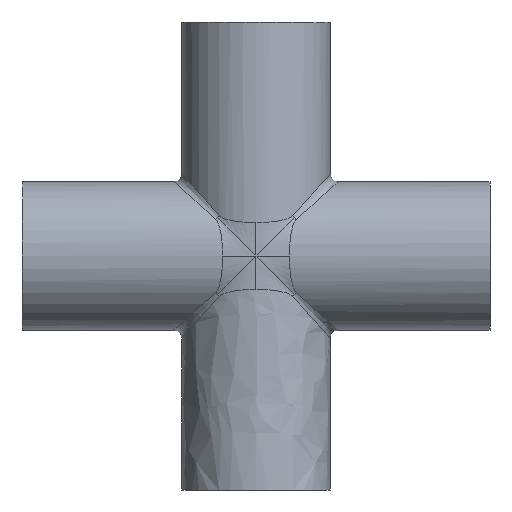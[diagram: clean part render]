
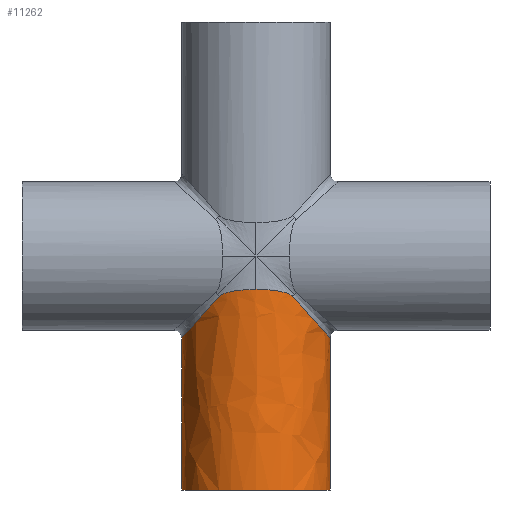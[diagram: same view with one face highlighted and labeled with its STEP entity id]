
A CAD part, front view. The second image highlights one B-rep face of the part: STEP entity #11262.
In plain terms, the highlighted free-form (B-spline) face has degree [1, 2] with [2, 9] control points.
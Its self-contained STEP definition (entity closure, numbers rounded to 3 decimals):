
#954=CARTESIAN_POINT('',(0.,-19.05,-8.577));
#955=VERTEX_POINT('',#954);
#973=CARTESIAN_POINT('',(9.376,-16.583,-10.36));
#974=VERTEX_POINT('',#973);
#975=CARTESIAN_POINT('',(0.,-19.05,-8.577));
#976=CARTESIAN_POINT('',(1.071,-19.05,-8.577));
#977=CARTESIAN_POINT('',(2.141,-18.957,-8.614));
#978=CARTESIAN_POINT('',(4.159,-18.618,-8.762));
#979=CARTESIAN_POINT('',(5.107,-18.374,-8.874));
#980=CARTESIAN_POINT('',(6.78,-17.825,-9.171));
#981=CARTESIAN_POINT('',(7.505,-17.521,-9.357));
#982=CARTESIAN_POINT('',(8.669,-16.976,-9.803));
#983=CARTESIAN_POINT('',(9.107,-16.735,-10.063));
#984=CARTESIAN_POINT('',(9.376,-16.583,-10.36));
#985=B_SPLINE_CURVE_WITH_KNOTS('',3,(#975,#976,#977,#978,#979,#980,#981,#982,#983,#984),.UNSPECIFIED.,.F.,.U.,(4,2,2,2,4),(0.5,0.625,0.75,0.875,1.0),.UNSPECIFIED.);
#986=EDGE_CURVE('',#955,#974,#985,.T.);
#1286=CARTESIAN_POINT('',(-9.376,-16.583,-10.36));
#1287=VERTEX_POINT('',#1286);
#1295=CARTESIAN_POINT('',(-9.376,-16.583,-10.36));
#1296=CARTESIAN_POINT('',(-9.107,-16.735,-10.063));
#1297=CARTESIAN_POINT('',(-8.669,-16.976,-9.803));
#1298=CARTESIAN_POINT('',(-7.505,-17.521,-9.357));
#1299=CARTESIAN_POINT('',(-6.78,-17.825,-9.171));
#1300=CARTESIAN_POINT('',(-5.107,-18.374,-8.874));
#1301=CARTESIAN_POINT('',(-4.159,-18.618,-8.762));
#1302=CARTESIAN_POINT('',(-2.141,-18.957,-8.614));
#1303=CARTESIAN_POINT('',(-1.071,-19.05,-8.577));
#1304=CARTESIAN_POINT('',(0.,-19.05,-8.577));
#1305=B_SPLINE_CURVE_WITH_KNOTS('',3,(#1295,#1296,#1297,#1298,#1299,#1300,#1301,#1302,#1303,#1304),.UNSPECIFIED.,.F.,.U.,(4,2,2,2,4),(0.0,0.125,0.25,0.375,0.5),.UNSPECIFIED.);
#1306=EDGE_CURVE('',#1287,#955,#1305,.T.);
#3675=CARTESIAN_POINT('',(0.,19.05,-8.577));
#3676=VERTEX_POINT('',#3675);
#3694=CARTESIAN_POINT('',(-9.376,16.583,-10.36));
#3695=VERTEX_POINT('',#3694);
#3696=CARTESIAN_POINT('',(0.,19.05,-8.577));
#3697=CARTESIAN_POINT('',(-1.071,19.05,-8.577));
#3698=CARTESIAN_POINT('',(-2.141,18.957,-8.614));
#3699=CARTESIAN_POINT('',(-4.159,18.618,-8.762));
#3700=CARTESIAN_POINT('',(-5.107,18.374,-8.874));
#3701=CARTESIAN_POINT('',(-6.78,17.825,-9.171));
#3702=CARTESIAN_POINT('',(-7.505,17.521,-9.357));
#3703=CARTESIAN_POINT('',(-8.669,16.976,-9.803));
#3704=CARTESIAN_POINT('',(-9.107,16.735,-10.063));
#3705=CARTESIAN_POINT('',(-9.376,16.583,-10.36));
#3706=B_SPLINE_CURVE_WITH_KNOTS('',3,(#3696,#3697,#3698,#3699,#3700,#3701,#3702,#3703,#3704,#3705),.UNSPECIFIED.,.F.,.U.,(4,2,2,2,4),(0.5,0.625,0.75,0.875,1.0),.UNSPECIFIED.);
#3707=EDGE_CURVE('',#3676,#3695,#3706,.T.);
#4007=CARTESIAN_POINT('',(9.376,16.583,-10.36));
#4008=VERTEX_POINT('',#4007);
#4016=CARTESIAN_POINT('',(9.376,16.583,-10.36));
#4017=CARTESIAN_POINT('',(9.107,16.735,-10.063));
#4018=CARTESIAN_POINT('',(8.669,16.976,-9.803));
#4019=CARTESIAN_POINT('',(7.505,17.521,-9.357));
#4020=CARTESIAN_POINT('',(6.78,17.825,-9.171));
#4021=CARTESIAN_POINT('',(5.107,18.374,-8.874));
#4022=CARTESIAN_POINT('',(4.159,18.618,-8.762));
#4023=CARTESIAN_POINT('',(2.141,18.957,-8.614));
#4024=CARTESIAN_POINT('',(1.071,19.05,-8.577));
#4025=CARTESIAN_POINT('',(0.,19.05,-8.577));
#4026=B_SPLINE_CURVE_WITH_KNOTS('',3,(#4016,#4017,#4018,#4019,#4020,#4021,#4022,#4023,#4024,#4025),.UNSPECIFIED.,.F.,.U.,(4,2,2,2,4),(0.0,0.125,0.25,0.375,0.5),.UNSPECIFIED.);
#4027=EDGE_CURVE('',#4008,#3676,#4026,.T.);
#10943=CARTESIAN_POINT('',(0.0,0.0,0.));
#10944=DIRECTION('',(-0.741,0.,0.671));
#10945=DIRECTION('',(-0.671,0.0,-0.741));
#10946=AXIS2_PLACEMENT_3D('',#10943,#10944,#10945);
#10947=ELLIPSE('',#10946,28.39,19.05);
#10948=EDGE_CURVE('',#3695,#1287,#10947,.T.);
#11075=CARTESIAN_POINT('',(0.0,0.0,0.));
#11076=DIRECTION('',(0.741,0.,0.671));
#11077=DIRECTION('',(0.671,0.0,-0.741));
#11078=AXIS2_PLACEMENT_3D('',#11075,#11076,#11077);
#11079=ELLIPSE('',#11078,28.39,19.05);
#11080=EDGE_CURVE('',#974,#4008,#11079,.T.);
#11217=CARTESIAN_POINT('',(19.05,0.,-60.0));
#11218=CARTESIAN_POINT('',(19.05,0.,-8.576));
#11219=CARTESIAN_POINT('',(19.05,-19.05,-60.0));
#11220=CARTESIAN_POINT('',(19.05,-19.05,-8.576));
#11221=CARTESIAN_POINT('',(0.,-19.05,-60.0));
#11222=CARTESIAN_POINT('',(0.,-19.05,-8.576));
#11223=CARTESIAN_POINT('',(-19.05,-19.05,-60.0));
#11224=CARTESIAN_POINT('',(-19.05,-19.05,-8.576));
#11225=CARTESIAN_POINT('',(-19.05,0.,-60.0));
#11226=CARTESIAN_POINT('',(-19.05,0.,-8.576));
#11227=CARTESIAN_POINT('',(-19.05,19.05,-60.0));
#11228=CARTESIAN_POINT('',(-19.05,19.05,-8.576));
#11229=CARTESIAN_POINT('',(0.,19.05,-60.0));
#11230=CARTESIAN_POINT('',(0.,19.05,-8.576));
#11231=CARTESIAN_POINT('',(19.05,19.05,-60.0));
#11232=CARTESIAN_POINT('',(19.05,19.05,-8.576));
#11233=CARTESIAN_POINT('',(19.05,0.,-60.0));
#11234=CARTESIAN_POINT('',(19.05,0.,-8.576));
#11242=(BOUNDED_SURFACE()B_SPLINE_SURFACE(1,2,((#11217,#11219,#11221,#11223,#11225,#11227,#11229,#11231,#11233),(#11218,#11220,#11222,#11224,#11226,#11228,#11230,#11232,#11234)),.UNSPECIFIED.,.F.,.T.,.U.)B_SPLINE_SURFACE_WITH_KNOTS((2,2),(3,2,2,2,3),(0.0,2.699),(0.0,29.924,59.847,89.771,119.695),.UNSPECIFIED.)GEOMETRIC_REPRESENTATION_ITEM()RATIONAL_B_SPLINE_SURFACE(((1.0,0.707,1.0,0.707,1.0,0.707,1.0,0.707,1.0),(1.0,0.707,1.0,0.707,1.0,0.707,1.0,0.707,1.0)))REPRESENTATION_ITEM('')SURFACE());
#11243=CARTESIAN_POINT('',(19.05,0.,-60.0));
#11244=VERTEX_POINT('',#11243);
#11245=CARTESIAN_POINT('',(0.0,0.0,-60.0));
#11246=DIRECTION('',(0.0,0.0,-1.0));
#11247=DIRECTION('',(-1.0,0.0,0.0));
#11248=AXIS2_PLACEMENT_3D('',#11245,#11246,#11247);
#11249=CIRCLE('',#11248,19.05);
#11250=EDGE_CURVE('',#11244,#11244,#11249,.T.);
#11251=ORIENTED_EDGE('',*,*,#11250,.F.);
#11252=EDGE_LOOP('',(#11251));
#11253=FACE_OUTER_BOUND('',#11252,.T.);
#11254=ORIENTED_EDGE('',*,*,#1306,.F.);
#11255=ORIENTED_EDGE('',*,*,#10948,.F.);
#11256=ORIENTED_EDGE('',*,*,#3707,.F.);
#11257=ORIENTED_EDGE('',*,*,#4027,.F.);
#11258=ORIENTED_EDGE('',*,*,#11080,.F.);
#11259=ORIENTED_EDGE('',*,*,#986,.F.);
#11260=EDGE_LOOP('',(#11254,#11255,#11256,#11257,#11258,#11259));
#11261=FACE_BOUND('',#11260,.T.);
#11262=ADVANCED_FACE('',(#11253,#11261),#11242,.T.);
